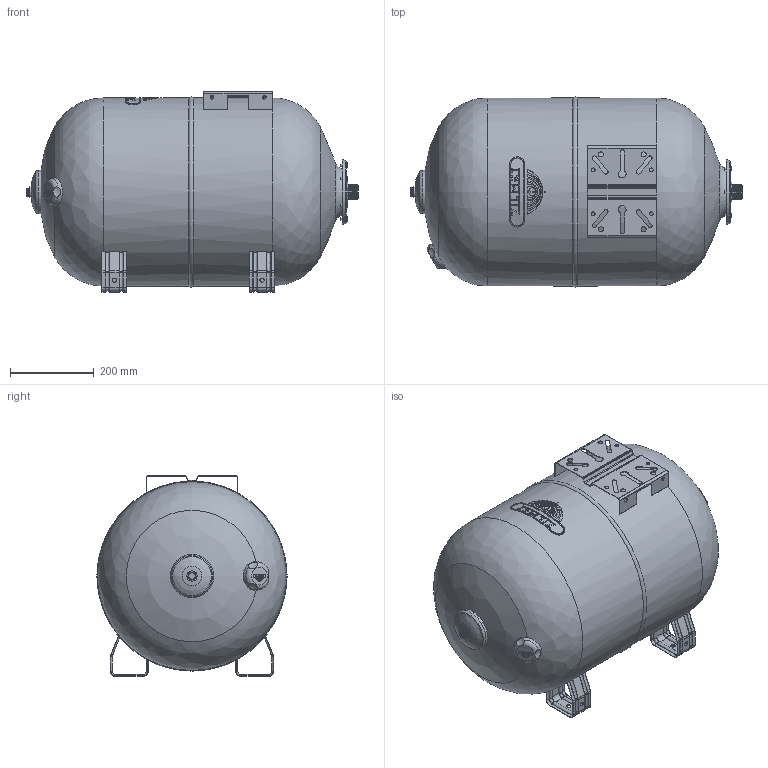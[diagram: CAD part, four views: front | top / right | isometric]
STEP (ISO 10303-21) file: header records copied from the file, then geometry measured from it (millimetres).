
FILE_DESCRIPTION(/* description */ (''),/* implementation_level */ '2;1');
FILE_NAME(/* name */ '08_ULTRA-PRO 100L Н 10bar_11000100051.stp',/* time_stamp */ '2019-09-17T13:53:33+03:00',/* author */ ('shkarinov'),/* organization */ (''),/* preprocessor_version */ 'ST-DEVELOPER v16.5',/* originating_system */ 'Autodesk Inventor 2017',/* authorisation */ '');
FILE_SCHEMA (('AUTOMOTIVE_DESIGN { 1 0 10303 214 3 1 1 }'));
Length unit declared in the file: inch
Products named in the file (1): 08_ULTRA-PRO 100L Н 10bar_11000100051
Bounding box: 794.08 x 454.97 x 480 mm (x, y, z)
Volume: 98870165.4 mm3; surface area: 1374275.9 mm2
Topology: 1 solids, 2 shells, 912 faces, 2268 edges, 1394 vertices
Faces by surface type: plane 435, cylinder 241, cone 110, bspline 74, torus 49, sphere 3
Full cylindrical faces by diameter (mm): 6 x6, 9 x8, 10 x8, 12 x4, 15 x1, 25.02 x1, 30.25 x2, 103.79 x1, 107.757 x1, 145.241 x1, 450 x2
Entity records: 31671 total; most frequent: CARTESIAN_POINT 9631, DIRECTION 4372, ORIENTED_EDGE 4282, EDGE_CURVE 2139, AXIS2_PLACEMENT_3D 1576, VERTEX_POINT 1369, LINE 1220, VECTOR 1220
